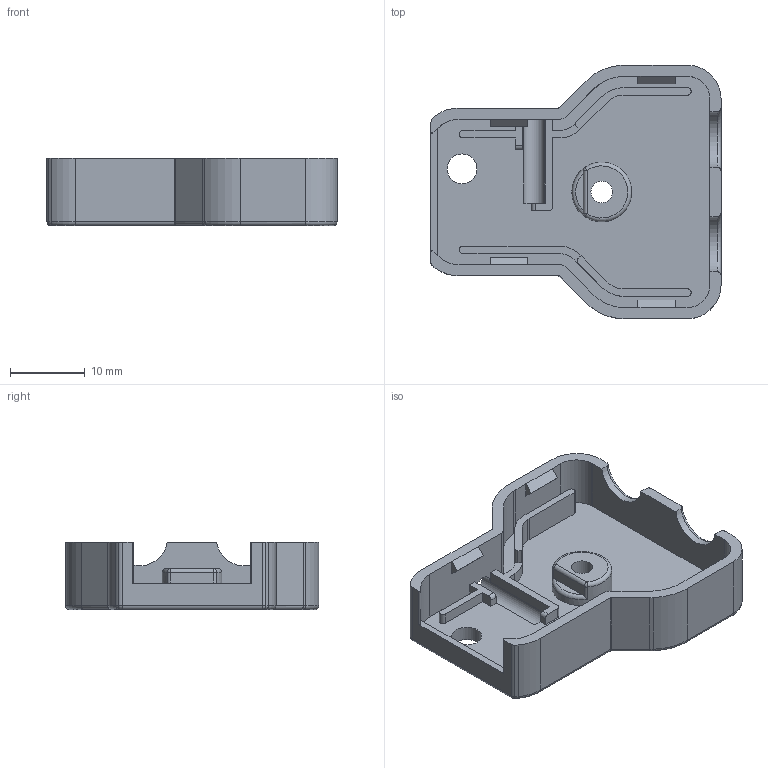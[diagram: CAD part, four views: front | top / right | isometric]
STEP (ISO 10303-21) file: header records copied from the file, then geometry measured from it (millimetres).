
FILE_DESCRIPTION(/* description */ (''),/* implementation_level */ '2;1');
FILE_NAME(/* name */ 'Rocket-Switch-Interface-Bottom-Case.step',/* time_stamp */ '2022-10-25T19:14:52-07:00',/* author */ (''),/* organization */ (''),/* preprocessor_version */ 'ST-DEVELOPER v19.2',/* originating_system */ 'Autodesk Translation Framework v11.17.0.187',/* authorisation */ '');
FILE_SCHEMA (('AUTOMOTIVE_DESIGN { 1 0 10303 214 3 1 1 }'));
Length unit declared in the file: millimetre
Products named in the file (2): Rocket-Switch-Interface-Bottom-Case; Case
Assembly tree (1 placements, depth 2):
  Rocket-Switch-Interface-Bottom-Case
    Case
Bounding box: 38.9 x 34 x 9 mm (x, y, z)
Volume: 3461.2 mm3; surface area: 4522.8 mm2
Topology: 1 solids, 1 shells, 181 faces, 491 edges, 314 vertices
Faces by surface type: plane 97, cylinder 66, torus 14, sphere 3, bspline 1
Full cylindrical faces by diameter (mm): 2.8 x1, 2.9 x1, 4 x1, 6.5 x1, 8 x1
Entity records: 5887 total; most frequent: CARTESIAN_POINT 1166, DIRECTION 988, ORIENTED_EDGE 982, EDGE_CURVE 491, LINE 332, VECTOR 332, AXIS2_PLACEMENT_3D 328, VERTEX_POINT 314
